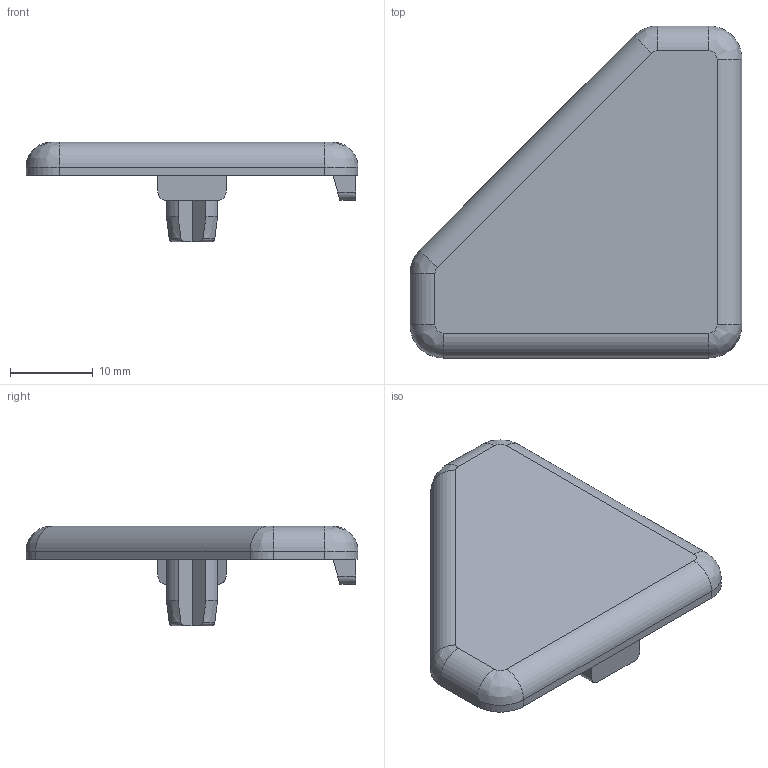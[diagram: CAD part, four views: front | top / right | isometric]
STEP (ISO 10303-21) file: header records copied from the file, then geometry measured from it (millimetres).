
FILE_DESCRIPTION(/* description */ ('Abdeckkappe 40x40 45° ESD'),/* implementation_level */ '2;1');
FILE_NAME(/* name */ '281005033 Abdeckkappe 40x40 - 45 ESD.stp',/* time_stamp */ '2020-09-16T16:40:52+02:00',/* author */ ('wheldmann'),/* organization */ (''),/* preprocessor_version */ 'ST-DEVELOPER v17.2',/* originating_system */ 'Autodesk Inventor 2019',/* authorisation */ ' ');
FILE_SCHEMA (('AUTOMOTIVE_DESIGN { 1 0 10303 214 3 1 1 }'));
Length unit declared in the file: millimetre
Products named in the file (1): 281005033
Bounding box: 40 x 40 x 12 mm (x, y, z)
Volume: 4020.2 mm3; surface area: 3215.3 mm2
Topology: 1 solids, 1 shells, 63 faces, 163 edges, 104 vertices
Faces by surface type: plane 32, cylinder 18, bspline 5, torus 4, cone 4
Entity records: 2023 total; most frequent: CARTESIAN_POINT 459, ORIENTED_EDGE 326, DIRECTION 314, EDGE_CURVE 163, AXIS2_PLACEMENT_3D 108, VERTEX_POINT 104, LINE 98, VECTOR 98
